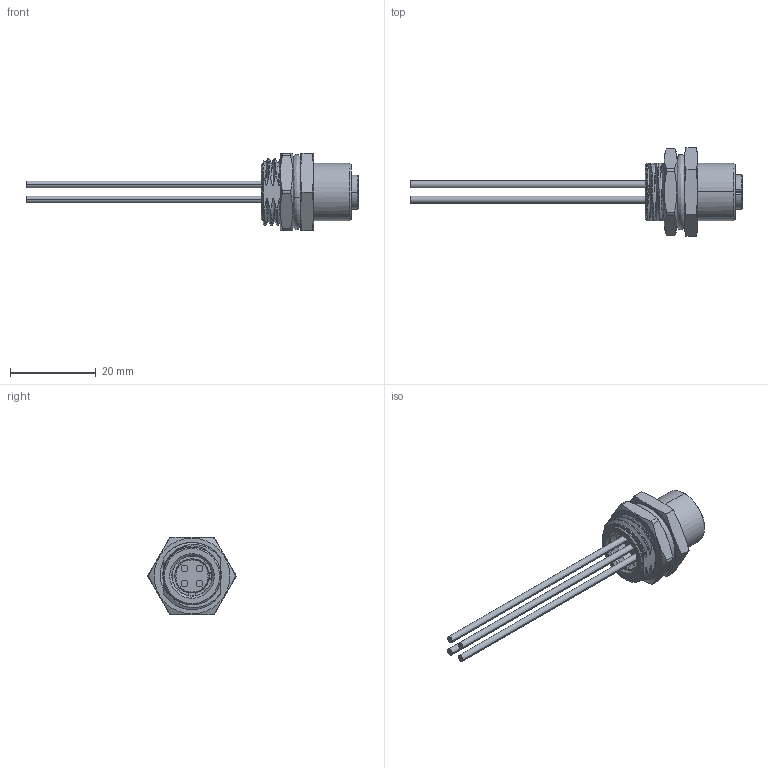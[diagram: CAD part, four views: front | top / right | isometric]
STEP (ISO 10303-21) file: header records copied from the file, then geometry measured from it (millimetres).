
FILE_DESCRIPTION (( 'STEP AP214' ), '1' );
FILE_NAME ('REC-M124AFR-L.STEP', '2020-07-17T16:59:22', ( '' ), ( '' ), 'SwSTEP 2.0', 'SolidWorks 2018', '' );
FILE_SCHEMA (( 'AUTOMOTIVE_DESIGN' ));
Length unit declared in the file: millimetre
Products named in the file (1): REC-M124AFR-L
Bounding box: 77.6 x 20.78 x 18 mm (x, y, z)
Volume: 3854.1 mm3; surface area: 5866.4 mm2
Topology: 9 solids, 13 shells, 450 faces, 1246 edges, 827 vertices
Faces by surface type: plane 166, cylinder 147, bspline 72, cone 65
Entity records: 27060 total; most frequent: CARTESIAN_POINT 16515, ORIENTED_EDGE 2460, DIRECTION 1739, EDGE_CURVE 1230, VERTEX_POINT 827, AXIS2_PLACEMENT_3D 666, B_SPLINE_CURVE_WITH_KNOTS 530, EDGE_LOOP 479
